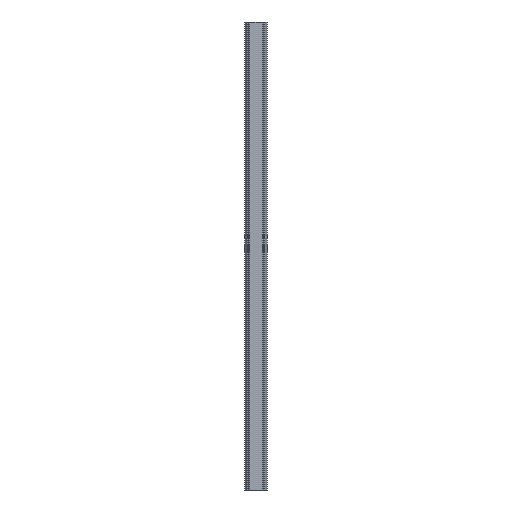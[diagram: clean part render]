
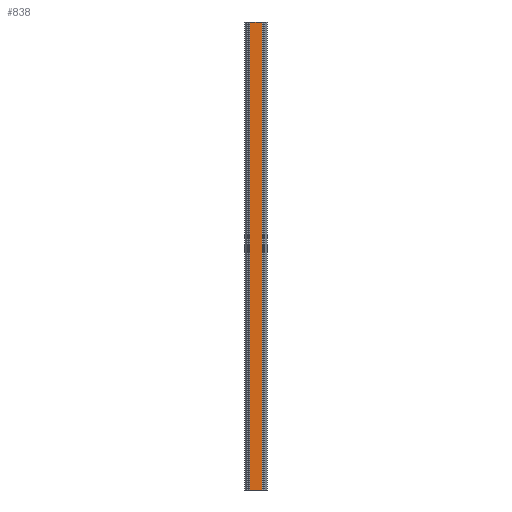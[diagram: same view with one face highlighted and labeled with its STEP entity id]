
A CAD part, front view. The second image highlights one B-rep face of the part: STEP entity #838.
In plain terms, the highlighted planar face has unit normal (0, -1, 0).
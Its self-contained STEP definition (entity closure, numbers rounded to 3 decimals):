
#31=FACE_OUTER_BOUND('',#73,.T.);
#73=EDGE_LOOP('',(#572,#573,#574,#575));
#142=LINE('',#1211,#234);
#169=LINE('',#1292,#261);
#170=LINE('',#1295,#262);
#171=LINE('',#1296,#263);
#234=VECTOR('',#975,10.);
#261=VECTOR('',#1034,10.);
#262=VECTOR('',#1037,10.);
#263=VECTOR('',#1038,10.);
#327=VERTEX_POINT('',#1208);
#328=VERTEX_POINT('',#1210);
#366=VERTEX_POINT('',#1290);
#367=VERTEX_POINT('',#1294);
#407=EDGE_CURVE('',#327,#328,#142,.T.);
#448=EDGE_CURVE('',#327,#366,#169,.T.);
#449=EDGE_CURVE('',#367,#366,#170,.T.);
#450=EDGE_CURVE('',#328,#367,#171,.T.);
#572=ORIENTED_EDGE('',*,*,#448,.T.);
#573=ORIENTED_EDGE('',*,*,#449,.F.);
#574=ORIENTED_EDGE('',*,*,#450,.F.);
#575=ORIENTED_EDGE('',*,*,#407,.F.);
#766=PLANE('',#915);
#838=ADVANCED_FACE('',(#31),#766,.T.);
#915=AXIS2_PLACEMENT_3D('',#1293,#1035,#1036);
#975=DIRECTION('',(-1.,0.,0.));
#1034=DIRECTION('',(0.,0.,1.));
#1035=DIRECTION('center_axis',(0.,-1.,0.));
#1036=DIRECTION('ref_axis',(1.,0.,0.));
#1037=DIRECTION('',(1.,0.,0.));
#1038=DIRECTION('',(0.,0.,1.));
#1208=CARTESIAN_POINT('',(2.634,0.,-100.));
#1210=CARTESIAN_POINT('',(-2.634,0.,-100.));
#1211=CARTESIAN_POINT('',(-2.634,0.,-100.));
#1290=CARTESIAN_POINT('',(2.634,0.,100.));
#1292=CARTESIAN_POINT('',(2.634,0.,0.));
#1293=CARTESIAN_POINT('Origin',(-2.634,0.,0.));
#1294=CARTESIAN_POINT('',(-2.634,0.,100.));
#1295=CARTESIAN_POINT('',(-2.634,0.,100.));
#1296=CARTESIAN_POINT('',(-2.634,0.,0.));
